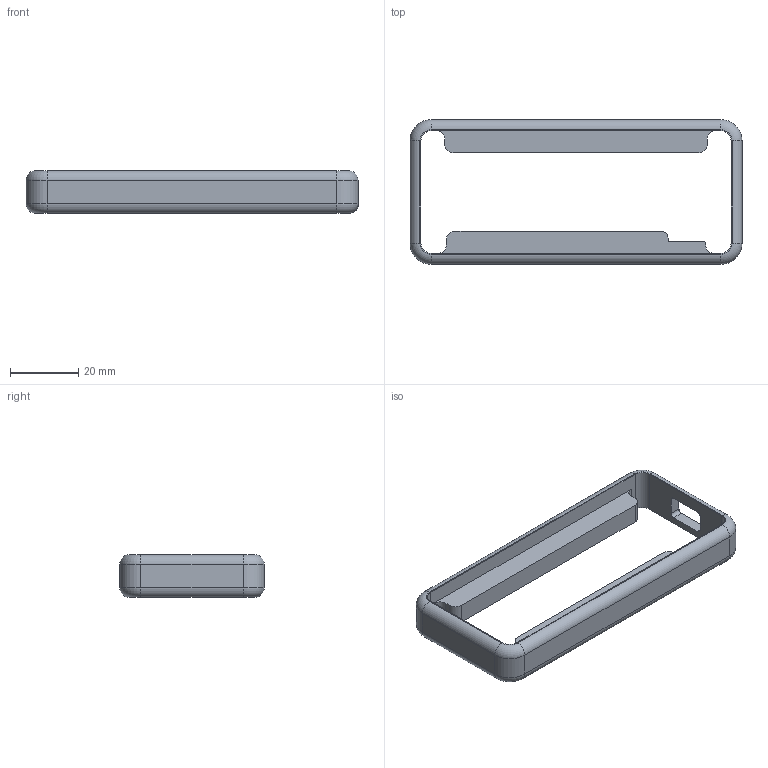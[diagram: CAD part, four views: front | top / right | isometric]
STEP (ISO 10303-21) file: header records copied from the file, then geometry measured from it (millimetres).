
FILE_DESCRIPTION(('FreeCAD Model'),'2;1');
FILE_NAME('Open CASCADE Shape Model','2023-03-08T00:46:55',(''),(''), 'Open CASCADE STEP processor 7.6','FreeCAD','Unknown');
FILE_SCHEMA(('AUTOMOTIVE_DESIGN { 1 0 10303 214 1 1 1 1 }'));
Length unit declared in the file: millimetre
Products named in the file (1): case_3mm
Bounding box: 97.4 x 42.4 x 12.6 mm (x, y, z)
Volume: 14992.4 mm3; surface area: 9482.8 mm2
Topology: 1 solids, 1 shells, 68 faces, 183 edges, 118 vertices
Faces by surface type: cylinder 31, plane 26, torus 8, bspline 3
Entity records: 2640 total; most frequent: CARTESIAN_POINT 877, DIRECTION 375, ORIENTED_EDGE 366, EDGE_CURVE 183, AXIS2_PLACEMENT_3D 135, VERTEX_POINT 118, LINE 105, VECTOR 105
